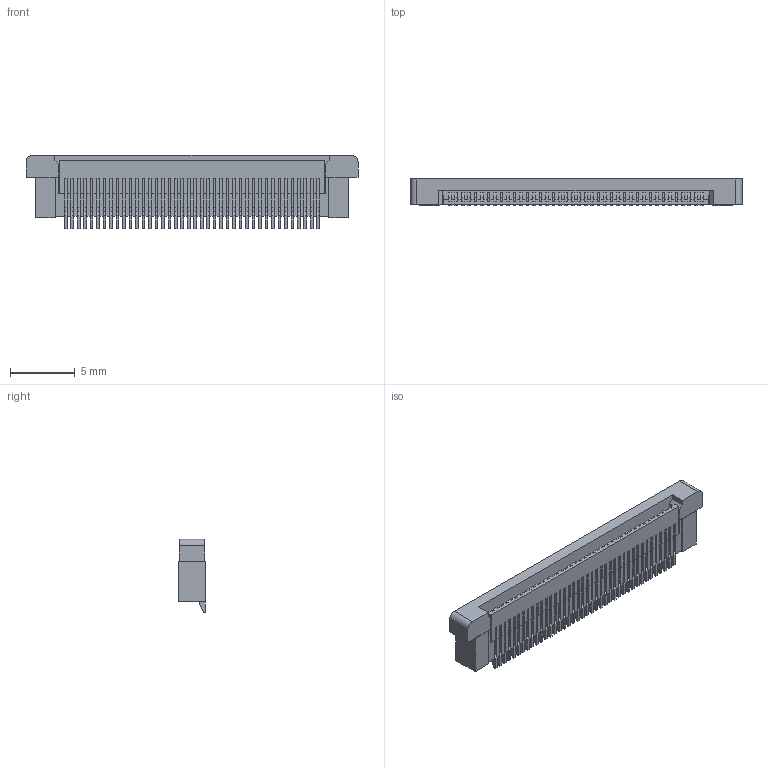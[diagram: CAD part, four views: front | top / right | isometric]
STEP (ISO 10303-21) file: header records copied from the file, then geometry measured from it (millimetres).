
FILE_DESCRIPTION( ( 'STEP AP214' ), '1' );
FILE_NAME( 'ZF5S-40-01-T-WT.stp', '2021-02-21T22:09:33', ( 'License CC BY-ND 4.0' ), ( 'CADENAS' ), ' ', 'PARTsolutions', ' ' );
FILE_SCHEMA( ( 'AUTOMOTIVE_DESIGN { 1 0 10303 214 1 1 1 1 }' ) );
Length unit declared in the file: millimetre
Products named in the file (3): ZF5S-40-01-T-WT; _ZF5S-40-01-WT_socket; _C-297-40-01_pins
Assembly tree (2 placements, depth 2):
  ZF5S-40-01-T-WT
    _ZF5S-40-01-WT_socket
    _C-297-40-01_pins
Bounding box: 25.65 x 2.1 x 5.67 mm (x, y, z)
Volume: 219.9 mm3; surface area: 1085.7 mm2
Topology: 2 solids, 2 shells, 1455 faces, 4343 edges, 2892 vertices
Faces by surface type: plane 1333, cylinder 122
Entity records: 59775 total; most frequent: CARTESIAN_POINT 8693, ORIENTED_EDGE 8686, DIRECTION 7503, EDGE_CURVE 4343, LINE 4099, VECTOR 4099, VERTEX_POINT 2892, AXIS2_PLACEMENT_3D 1702
